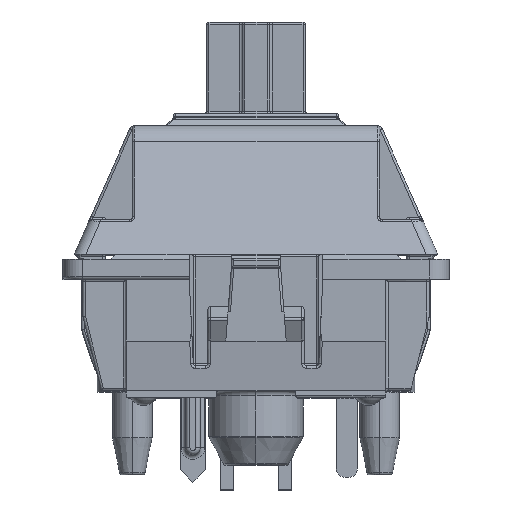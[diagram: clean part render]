
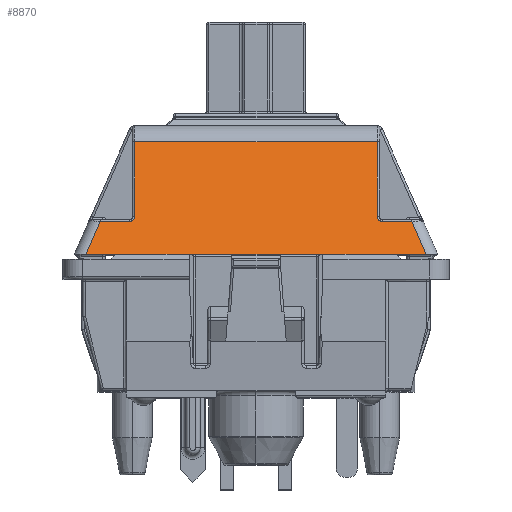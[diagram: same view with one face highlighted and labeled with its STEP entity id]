
A CAD part, top view. The second image highlights one B-rep face of the part: STEP entity #8870.
In plain terms, the highlighted planar face has unit normal (0, 0.359, 0.933).
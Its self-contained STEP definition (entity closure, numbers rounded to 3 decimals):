
#201 = FACE_OUTER_BOUND ( 'NONE', #42219, .T. ) ;
#521 = ORIENTED_EDGE ( 'NONE', *, *, #26361, .T. ) ;
#586 = ORIENTED_EDGE ( 'NONE', *, *, #11645, .T. ) ;
#1472 = CARTESIAN_POINT ( 'NONE',  ( 2.45, 1.419, -0.546 ) ) ;
#1564 = CARTESIAN_POINT ( 'NONE',  ( 13.642, 1.336, -0.514 ) ) ;
#1580 = LINE ( 'NONE', #41987, #2114 ) ;
#2092 = DIRECTION ( 'NONE',  ( -0.382, -0.863, 0.332 ) ) ;
#2114 = VECTOR ( 'NONE', #10137, 1000. ) ;
#2933 = VERTEX_POINT ( 'NONE', #13968 ) ;
#3037 = DIRECTION ( 'NONE',  ( -0.382, 0.863, -0.332 ) ) ;
#4405 = DIRECTION ( 'NONE',  ( 1., 0., 0. ) ) ;
#4746 = CARTESIAN_POINT ( 'NONE',  ( 2.45, 1.536, -0.591 ) ) ;
#4773 = AXIS2_PLACEMENT_3D ( 'NONE', #25484, #18296, #4405 ) ;
#5789 = EDGE_CURVE ( 'NONE', #30252, #8409, #37773, .T. ) ;
#7740 = DIRECTION ( 'NONE',  ( 0., -0.933, 0.359 ) ) ;
#8263 = DIRECTION ( 'NONE',  ( -1., 0., 0. ) ) ;
#8409 = VERTEX_POINT ( 'NONE', #43226 ) ;
#8690 = LINE ( 'NONE', #36170, #27815 ) ;
#8870 = ADVANCED_FACE ( 'NONE', ( #201 ), #11306, .F. ) ;
#9183 = CARTESIAN_POINT ( 'NONE',  ( 2.35, 4.559, -1.753 ) ) ;
#9268 = DIRECTION ( 'NONE',  ( 0., 0.933, -0.359 ) ) ;
#9564 = CARTESIAN_POINT ( 'NONE',  ( 12.25, 4.559, -1.753 ) ) ;
#9816 = CARTESIAN_POINT ( 'NONE',  ( 10.195, 9.128, -3.511 ) ) ;
#10137 = DIRECTION ( 'NONE',  ( -1., 0., 0. ) ) ;
#10294 = CARTESIAN_POINT ( 'NONE',  ( 2.45, 1.536, -0.591 ) ) ;
#11222 = CARTESIAN_POINT ( 'NONE',  ( 12.25, 1.419, -0.546 ) ) ;
#11306 = PLANE ( 'NONE',  #4773 ) ;
#11417 = VERTEX_POINT ( 'NONE', #14726 ) ;
#11523 = CARTESIAN_POINT ( 'NONE',  ( 12.25, 1.536, -0.591 ) ) ;
#11645 = EDGE_CURVE ( 'NONE', #12917, #29820, #36999, .T. ) ;
#12074 = ORIENTED_EDGE ( 'NONE', *, *, #21089, .F. ) ;
#12372 = EDGE_CURVE ( 'NONE', #34441, #35230, #23798, .T. ) ;
#12917 = VERTEX_POINT ( 'NONE', #1564 ) ;
#12934 = LINE ( 'NONE', #9816, #40338 ) ;
#13968 = CARTESIAN_POINT ( 'NONE',  ( 0.467, 0., 0. ) ) ;
#14240 = ORIENTED_EDGE ( 'NONE', *, *, #16049, .T. ) ;
#14250 = VECTOR ( 'NONE', #42748, 1000. ) ;
#14726 = CARTESIAN_POINT ( 'NONE',  ( 14.233, 0., 0. ) ) ;
#14926 = ORIENTED_EDGE ( 'NONE', *, *, #12372, .F. ) ;
#15052 = VECTOR ( 'NONE', #20464, 1000. ) ;
#15671 = VECTOR ( 'NONE', #2092, 1000. ) ;
#16049 = EDGE_CURVE ( 'NONE', #8409, #35230, #8690, .T. ) ;
#16454 = LINE ( 'NONE', #18791, #14250 ) ;
#16900 = EDGE_CURVE ( 'NONE', #11417, #12917, #12934, .T. ) ;
#17422 = ORIENTED_EDGE ( 'NONE', *, *, #20733, .T. ) ;
#18296 = DIRECTION ( 'NONE',  ( 0., -0.359, -0.933 ) ) ;
#18791 = CARTESIAN_POINT ( 'NONE',  ( 0., 0., 0. ) ) ;
#20464 = DIRECTION ( 'NONE',  ( -1., 0., 0. ) ) ;
#20733 = EDGE_CURVE ( 'NONE', #25967, #30252, #31219, .T. ) ;
#21089 = EDGE_CURVE ( 'NONE', #25967, #29820, #21837, .T. ) ;
#21837 =( BOUNDED_CURVE ( )  B_SPLINE_CURVE ( 3, ( #25101, #11222, #28923, #32431 ),
 .UNSPECIFIED., .F., .F. ) 
 B_SPLINE_CURVE_WITH_KNOTS ( ( 4, 4 ),
 ( 4.712, 6.283 ),
 .UNSPECIFIED. ) 
 CURVE ( )  GEOMETRIC_REPRESENTATION_ITEM ( )  RATIONAL_B_SPLINE_CURVE ( ( 1., 0.805, 0.805, 1. ) ) 
 REPRESENTATION_ITEM ( '' )  );
#22769 = CARTESIAN_POINT ( 'NONE',  ( 2.367, 1.336, -0.514 ) ) ;
#23798 =( BOUNDED_CURVE ( )  B_SPLINE_CURVE ( 3, ( #36564, #22769, #1472, #4746 ),
 .UNSPECIFIED., .F., .F. ) 
 B_SPLINE_CURVE_WITH_KNOTS ( ( 4, 4 ),
 ( 3.142, 4.712 ),
 .UNSPECIFIED. ) 
 CURVE ( )  GEOMETRIC_REPRESENTATION_ITEM ( )  RATIONAL_B_SPLINE_CURVE ( ( 1., 0.805, 0.805, 1. ) ) 
 REPRESENTATION_ITEM ( '' )  );
#24460 = LINE ( 'NONE', #43828, #15671 ) ;
#24765 = EDGE_CURVE ( 'NONE', #34441, #37129, #1580, .T. ) ;
#25101 = CARTESIAN_POINT ( 'NONE',  ( 12.25, 1.536, -0.591 ) ) ;
#25484 = CARTESIAN_POINT ( 'NONE',  ( 0., 5.2, -2. ) ) ;
#25967 = VERTEX_POINT ( 'NONE', #11523 ) ;
#26361 = EDGE_CURVE ( 'NONE', #37129, #2933, #24460, .T. ) ;
#27646 = CARTESIAN_POINT ( 'NONE',  ( 0., 1.336, -0.514 ) ) ;
#27815 = VECTOR ( 'NONE', #7740, 1000. ) ;
#28923 = CARTESIAN_POINT ( 'NONE',  ( 12.333, 1.336, -0.514 ) ) ;
#29769 = ORIENTED_EDGE ( 'NONE', *, *, #35518, .T. ) ;
#29820 = VERTEX_POINT ( 'NONE', #41380 ) ;
#30252 = VERTEX_POINT ( 'NONE', #41941 ) ;
#31219 = LINE ( 'NONE', #9564, #43379 ) ;
#32431 = CARTESIAN_POINT ( 'NONE',  ( 12.45, 1.336, -0.514 ) ) ;
#32515 = CARTESIAN_POINT ( 'NONE',  ( 2.25, 1.336, -0.514 ) ) ;
#34441 = VERTEX_POINT ( 'NONE', #32515 ) ;
#35230 = VERTEX_POINT ( 'NONE', #10294 ) ;
#35518 = EDGE_CURVE ( 'NONE', #2933, #11417, #16454, .T. ) ;
#36113 = CARTESIAN_POINT ( 'NONE',  ( 1.058, 1.336, -0.514 ) ) ;
#36170 = CARTESIAN_POINT ( 'NONE',  ( 2.45, 1.4, -0.538 ) ) ;
#36564 = CARTESIAN_POINT ( 'NONE',  ( 2.25, 1.336, -0.514 ) ) ;
#36999 = LINE ( 'NONE', #27646, #15052 ) ;
#37129 = VERTEX_POINT ( 'NONE', #36113 ) ;
#37773 = LINE ( 'NONE', #9183, #44390 ) ;
#39394 = ORIENTED_EDGE ( 'NONE', *, *, #16900, .T. ) ;
#40338 = VECTOR ( 'NONE', #3037, 1000. ) ;
#40727 = ORIENTED_EDGE ( 'NONE', *, *, #5789, .T. ) ;
#41380 = CARTESIAN_POINT ( 'NONE',  ( 12.45, 1.336, -0.514 ) ) ;
#41941 = CARTESIAN_POINT ( 'NONE',  ( 12.25, 4.559, -1.753 ) ) ;
#41987 = CARTESIAN_POINT ( 'NONE',  ( 0., 1.336, -0.514 ) ) ;
#42219 = EDGE_LOOP ( 'NONE', ( #12074, #17422, #40727, #14240, #14926, #44963, #521, #29769, #39394, #586 ) ) ;
#42748 = DIRECTION ( 'NONE',  ( 1., 0., 0. ) ) ;
#43226 = CARTESIAN_POINT ( 'NONE',  ( 2.45, 4.559, -1.753 ) ) ;
#43379 = VECTOR ( 'NONE', #9268, 1000. ) ;
#43828 = CARTESIAN_POINT ( 'NONE',  ( 2.364, 4.289, -1.65 ) ) ;
#44390 = VECTOR ( 'NONE', #8263, 1000. ) ;
#44963 = ORIENTED_EDGE ( 'NONE', *, *, #24765, .T. ) ;
